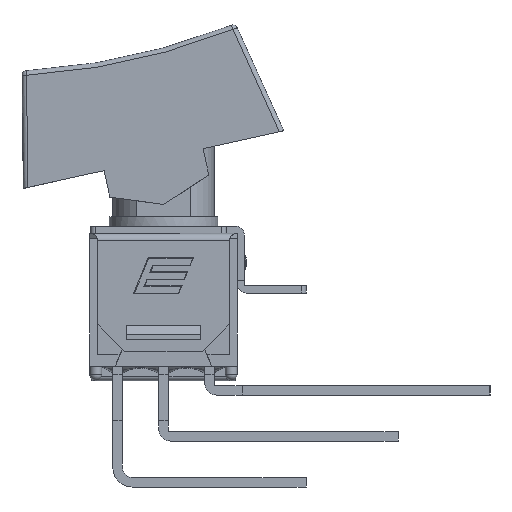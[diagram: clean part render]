
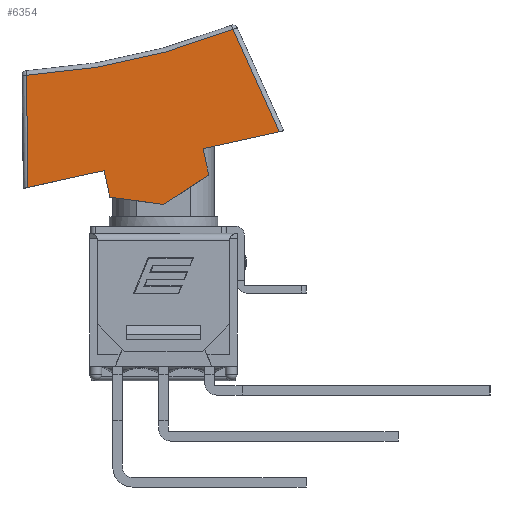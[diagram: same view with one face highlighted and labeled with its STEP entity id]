
A CAD part, front view. The second image highlights one B-rep face of the part: STEP entity #6354.
In plain terms, the highlighted planar face has unit normal (0, -1, 0).
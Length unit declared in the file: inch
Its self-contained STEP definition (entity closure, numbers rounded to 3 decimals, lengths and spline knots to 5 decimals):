
#313=CIRCLE('',#6815,1.45359);
#627=FACE_OUTER_BOUND('',#966,.T.);
#966=EDGE_LOOP('',(#5654,#5655,#5656,#5657,#5658,#5659,#5660,#5661,#5662));
#1656=LINE('',#11136,#2369);
#1657=LINE('',#11141,#2370);
#1660=LINE('',#11147,#2373);
#1661=LINE('',#11149,#2374);
#1662=LINE('',#11151,#2375);
#1663=LINE('',#11153,#2376);
#1664=LINE('',#11155,#2377);
#1665=LINE('',#11156,#2378);
#2369=VECTOR('',#8351,0.3937);
#2370=VECTOR('',#8356,0.3937);
#2373=VECTOR('',#8363,0.3937);
#2374=VECTOR('',#8364,0.3937);
#2375=VECTOR('',#8365,0.3937);
#2376=VECTOR('',#8366,0.3937);
#2377=VECTOR('',#8367,0.3937);
#2378=VECTOR('',#8368,0.3937);
#2973=VERTEX_POINT('',#11080);
#2976=VERTEX_POINT('',#11087);
#2989=VERTEX_POINT('',#11132);
#2992=VERTEX_POINT('',#11139);
#2993=VERTEX_POINT('',#11146);
#2994=VERTEX_POINT('',#11148);
#2995=VERTEX_POINT('',#11150);
#2996=VERTEX_POINT('',#11152);
#2997=VERTEX_POINT('',#11154);
#3886=EDGE_CURVE('',#2973,#2976,#313,.T.);
#3889=EDGE_CURVE('',#2976,#2989,#1656,.T.);
#3891=EDGE_CURVE('',#2992,#2973,#1657,.T.);
#3894=EDGE_CURVE('',#2993,#2992,#1660,.T.);
#3895=EDGE_CURVE('',#2994,#2993,#1661,.T.);
#3896=EDGE_CURVE('',#2995,#2994,#1662,.T.);
#3897=EDGE_CURVE('',#2996,#2995,#1663,.T.);
#3898=EDGE_CURVE('',#2997,#2996,#1664,.T.);
#3899=EDGE_CURVE('',#2989,#2997,#1665,.T.);
#5654=ORIENTED_EDGE('',*,*,#3889,.F.);
#5655=ORIENTED_EDGE('',*,*,#3886,.F.);
#5656=ORIENTED_EDGE('',*,*,#3891,.F.);
#5657=ORIENTED_EDGE('',*,*,#3894,.F.);
#5658=ORIENTED_EDGE('',*,*,#3895,.F.);
#5659=ORIENTED_EDGE('',*,*,#3896,.F.);
#5660=ORIENTED_EDGE('',*,*,#3897,.F.);
#5661=ORIENTED_EDGE('',*,*,#3898,.F.);
#5662=ORIENTED_EDGE('',*,*,#3899,.F.);
#6030=PLANE('',#6821);
#6354=ADVANCED_FACE('',(#627),#6030,.T.);
#6815=AXIS2_PLACEMENT_3D('',#11130,#8344,#8345);
#6821=AXIS2_PLACEMENT_3D('',#11145,#8361,#8362);
#8344=DIRECTION('center_axis',(0.,-1.,0.));
#8345=DIRECTION('ref_axis',(0.216,0.,-0.976));
#8351=DIRECTION('',(0.412,0.,-0.911));
#8356=DIRECTION('',(-0.012,0.,1.));
#8361=DIRECTION('center_axis',(0.,-1.,0.));
#8362=DIRECTION('ref_axis',(-0.216,0.,0.976));
#8363=DIRECTION('',(-0.976,0.,-0.216));
#8364=DIRECTION('',(-0.216,0.,0.976));
#8365=DIRECTION('',(-0.991,0.,0.137));
#8366=DIRECTION('',(-0.84,0.,-0.543));
#8367=DIRECTION('',(0.216,0.,-0.976));
#8368=DIRECTION('',(-0.976,0.,-0.216));
#11080=CARTESIAN_POINT('',(-0.29777,-0.11496,0.63255));
#11087=CARTESIAN_POINT('',(0.15112,-0.11496,0.73207));
#11130=CARTESIAN_POINT('Origin',(-0.38398,-0.11496,2.08359));
#11132=CARTESIAN_POINT('',(0.25163,-0.11496,0.50979));
#11136=CARTESIAN_POINT('',(0.19541,-0.11496,0.63411));
#11139=CARTESIAN_POINT('',(-0.29491,-0.11496,0.38862));
#11141=CARTESIAN_POINT('',(-0.29502,-0.11496,0.39735));
#11145=CARTESIAN_POINT('Origin',(-0.01327,-0.11496,0.41144));
#11146=CARTESIAN_POINT('',(-0.12927,-0.11496,0.42534));
#11147=CARTESIAN_POINT('',(-0.30473,-0.11496,0.38645));
#11148=CARTESIAN_POINT('',(-0.11649,-0.11496,0.36769));
#11149=CARTESIAN_POINT('',(-0.12927,-0.11496,0.42534));
#11150=CARTESIAN_POINT('',(0.,-0.11496,0.35157));
#11151=CARTESIAN_POINT('',(-0.11649,-0.11496,0.36769));
#11152=CARTESIAN_POINT('',(0.09876,-0.11496,0.41541));
#11153=CARTESIAN_POINT('',(0.,-0.11496,0.35157));
#11154=CARTESIAN_POINT('',(0.08598,-0.11496,0.47306));
#11155=CARTESIAN_POINT('',(0.09876,-0.11496,0.41541));
#11156=CARTESIAN_POINT('',(-0.30473,-0.11496,0.38645));
